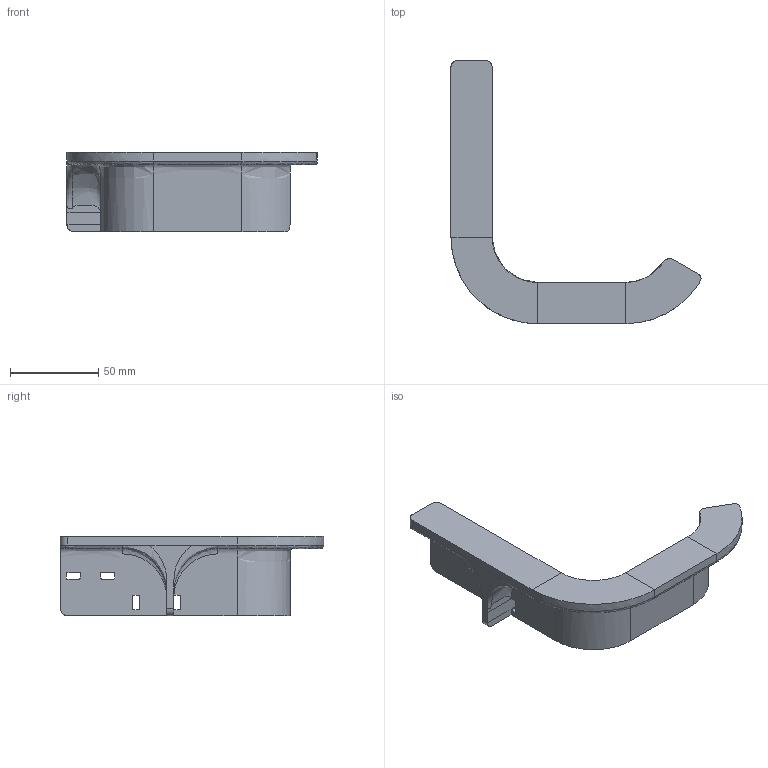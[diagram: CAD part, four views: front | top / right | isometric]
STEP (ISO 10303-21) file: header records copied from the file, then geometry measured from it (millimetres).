
FILE_DESCRIPTION(/* description */ (''),/* implementation_level */ '2;1');
FILE_NAME(/* name */ '200317~1',/* time_stamp */ '2020-04-02T14:44:18+01:00',/* author */ (''),/* organization */ (''),/* preprocessor_version */ 'ST-DEVELOPER v16.5',/* originating_system */ '',/* authorisation */ '');
FILE_SCHEMA (('AUTOMOTIVE_DESIGN'));
Length unit declared in the file: millimetre
Products named in the file (1): Document
Bounding box: 141.5 x 149 x 44.95 mm (x, y, z)
Volume: 53794 mm3; surface area: 34151 mm2
Topology: 1 solids, 1 shells, 78 faces, 209 edges, 130 vertices
Faces by surface type: bspline 55, plane 23
Entity records: 3576 total; most frequent: CARTESIAN_POINT 2416, ORIENTED_EDGE 416, EDGE_CURVE 208, VERTEX_POINT 130, EDGE_LOOP 84, ADVANCED_FACE 78, FACE_OUTER_BOUND 78, B_SPLINE_CURVE_WITH_KNOTS 59
